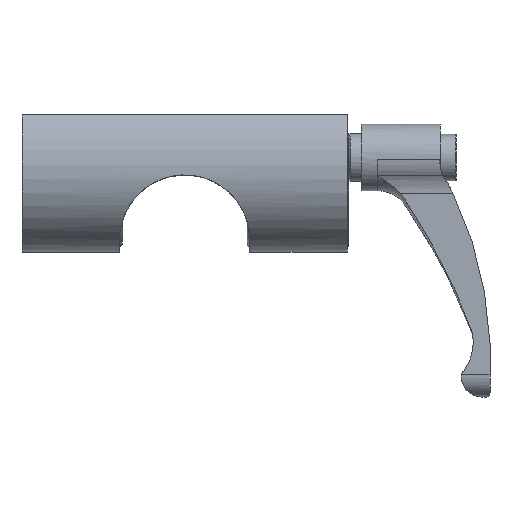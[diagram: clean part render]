
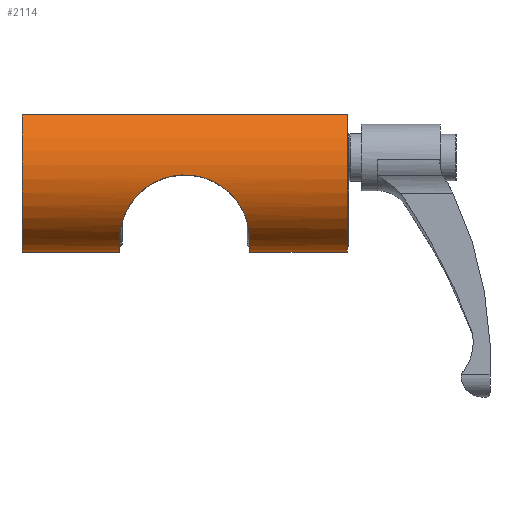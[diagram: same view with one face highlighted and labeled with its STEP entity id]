
A CAD part, top view. The second image highlights one B-rep face of the part: STEP entity #2114.
In plain terms, the highlighted cylindrical face has radius 32.5 mm (diameter 65 mm), a partial arc.
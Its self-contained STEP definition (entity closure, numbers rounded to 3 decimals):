
#1=CARTESIAN_POINT('',(-65.,2.254,0.));
#2=DIRECTION('',(1.,0.,0.));
#3=DIRECTION('',(0.,0.692,0.722));
#4=AXIS2_PLACEMENT_3D('',#1,#2,#3);
#20=DIRECTION('',(1.,0.,0.));
#21=VECTOR('',#20,130.);
#22=CARTESIAN_POINT('',(-65.,24.754,23.452));
#23=LINE('',#22,#21);
#24=CARTESIAN_POINT('',(-26.,-25.246,17.321));
#25=CARTESIAN_POINT('',(-26.,-24.644,18.276));
#26=CARTESIAN_POINT('',(-25.958,-23.373,20.074));
#27=CARTESIAN_POINT('',(-25.731,-21.323,22.438));
#28=CARTESIAN_POINT('',(-25.319,-19.198,24.469));
#29=CARTESIAN_POINT('',(-24.708,-17.047,26.193));
#30=CARTESIAN_POINT('',(-23.889,-14.896,27.645));
#31=CARTESIAN_POINT('',(-22.854,-12.771,28.851));
#32=CARTESIAN_POINT('',(-21.59,-10.688,29.84));
#33=CARTESIAN_POINT('',(-20.083,-8.667,30.634));
#34=CARTESIAN_POINT('',(-18.32,-6.732,31.253));
#35=CARTESIAN_POINT('',(-16.296,-4.924,31.714));
#36=CARTESIAN_POINT('',(-14.015,-3.285,32.037));
#37=CARTESIAN_POINT('',(-11.5,-1.866,32.246));
#38=CARTESIAN_POINT('',(-8.789,-0.717,32.369));
#39=CARTESIAN_POINT('',(-5.936,0.126,32.433));
#40=CARTESIAN_POINT('',(-2.99,0.639,32.46));
#41=CARTESIAN_POINT('',(0.,0.812,32.468));
#42=CARTESIAN_POINT('',(2.991,0.639,32.46));
#43=CARTESIAN_POINT('',(5.936,0.126,32.433));
#44=CARTESIAN_POINT('',(8.79,-0.717,32.369));
#45=CARTESIAN_POINT('',(11.5,-1.867,32.246));
#46=CARTESIAN_POINT('',(14.016,-3.285,32.037));
#47=CARTESIAN_POINT('',(16.296,-4.924,31.714));
#48=CARTESIAN_POINT('',(18.32,-6.733,31.253));
#49=CARTESIAN_POINT('',(20.083,-8.667,30.634));
#50=CARTESIAN_POINT('',(21.59,-10.689,29.84));
#51=CARTESIAN_POINT('',(22.854,-12.771,28.851));
#52=CARTESIAN_POINT('',(23.889,-14.897,27.644));
#53=CARTESIAN_POINT('',(24.708,-17.047,26.193));
#54=CARTESIAN_POINT('',(25.319,-19.198,24.469));
#55=CARTESIAN_POINT('',(25.731,-21.323,22.438));
#56=CARTESIAN_POINT('',(25.958,-23.373,20.074));
#57=CARTESIAN_POINT('',(26.,-24.644,18.276));
#58=CARTESIAN_POINT('',(26.,-25.246,17.321));
#60=CARTESIAN_POINT('',(-26.,2.254,0.));
#61=DIRECTION('',(1.,0.,0.));
#62=DIRECTION('',(0.,-0.846,0.533));
#63=AXIS2_PLACEMENT_3D('',#60,#61,#62);
#65=CARTESIAN_POINT('',(26.,-25.246,-17.321));
#66=CARTESIAN_POINT('',(26.,-24.644,-18.276));
#67=CARTESIAN_POINT('',(25.958,-23.373,-20.074));
#68=CARTESIAN_POINT('',(25.731,-21.323,-22.438));
#69=CARTESIAN_POINT('',(25.319,-19.198,-24.469));
#70=CARTESIAN_POINT('',(24.708,-17.047,-26.193));
#71=CARTESIAN_POINT('',(23.889,-14.897,-27.644));
#72=CARTESIAN_POINT('',(22.854,-12.772,-28.851));
#73=CARTESIAN_POINT('',(21.59,-10.689,-29.84));
#74=CARTESIAN_POINT('',(20.083,-8.667,-30.634));
#75=CARTESIAN_POINT('',(18.32,-6.733,-31.253));
#76=CARTESIAN_POINT('',(16.296,-4.924,-31.714));
#77=CARTESIAN_POINT('',(14.016,-3.285,-32.037));
#78=CARTESIAN_POINT('',(11.5,-1.867,-32.246));
#79=CARTESIAN_POINT('',(8.79,-0.717,-32.369));
#80=CARTESIAN_POINT('',(5.936,0.126,-32.433));
#81=CARTESIAN_POINT('',(2.991,0.639,-32.46));
#82=CARTESIAN_POINT('',(0.,0.812,-32.468));
#83=CARTESIAN_POINT('',(-2.99,0.639,-32.46));
#84=CARTESIAN_POINT('',(-5.936,0.126,-32.433));
#85=CARTESIAN_POINT('',(-8.789,-0.717,
-32.369));
#86=CARTESIAN_POINT('',(-11.5,-1.866,-32.246));
#87=CARTESIAN_POINT('',(-14.015,-3.285,-32.037));
#88=CARTESIAN_POINT('',(-16.296,-4.924,-31.714));
#89=CARTESIAN_POINT('',(-18.32,-6.732,-31.253));
#90=CARTESIAN_POINT('',(-20.083,-8.667,-30.634));
#91=CARTESIAN_POINT('',(-21.59,-10.688,-29.84));
#92=CARTESIAN_POINT('',(-22.854,-12.771,-28.851));
#93=CARTESIAN_POINT('',(-23.889,-14.896,-27.645));
#94=CARTESIAN_POINT('',(-24.708,-17.047,-26.193));
#95=CARTESIAN_POINT('',(-25.319,-19.198,-24.469));
#96=CARTESIAN_POINT('',(-25.731,-21.323,-22.438));
#97=CARTESIAN_POINT('',(-25.958,-23.373,-20.074));
#98=CARTESIAN_POINT('',(-26.,-24.644,-18.276));
#99=CARTESIAN_POINT('',(-26.,-25.246,-17.321));
#101=CARTESIAN_POINT('',(26.,2.254,0.));
#102=DIRECTION('',(1.,0.,0.));
#103=DIRECTION('',(0.,-0.846,0.533));
#104=AXIS2_PLACEMENT_3D('',#101,#102,#103);
#106=DIRECTION('',(1.,0.,0.));
#107=VECTOR('',#106,130.);
#108=CARTESIAN_POINT('',(-65.,24.754,-23.452));
#109=LINE('',#108,#107);
#150=CARTESIAN_POINT('',(65.,2.254,0.));
#151=DIRECTION('',(1.,0.,0.));
#152=DIRECTION('',(0.,0.692,0.722));
#153=AXIS2_PLACEMENT_3D('',#150,#151,#152);
#1728=CARTESIAN_POINT('',(-65.,24.754,-23.452));
#1729=CARTESIAN_POINT('',(-65.,24.754,23.452));
#1730=VERTEX_POINT('',#1728);
#1731=VERTEX_POINT('',#1729);
#1732=CARTESIAN_POINT('',(65.,24.754,-23.452));
#1733=CARTESIAN_POINT('',(65.,24.754,23.452));
#1734=VERTEX_POINT('',#1732);
#1735=VERTEX_POINT('',#1733);
#1812=VERTEX_POINT('',#24);
#1813=VERTEX_POINT('',#58);
#1814=CARTESIAN_POINT('',(-26.,-25.246,-17.321));
#1815=VERTEX_POINT('',#1814);
#1816=CARTESIAN_POINT('',(26.,-25.246,-17.321));
#1817=VERTEX_POINT('',#1816);
#2090=CARTESIAN_POINT('',(-65.,2.254,0.));
#2091=DIRECTION('',(1.,0.,0.));
#2092=DIRECTION('',(0.,-1.,0.));
#2093=AXIS2_PLACEMENT_3D('',#2090,#2091,#2092);
#2094=CYLINDRICAL_SURFACE('',#2093,32.5);
#2095=ORIENTED_EDGE('',*,*,#2077,.F.);
#2097=ORIENTED_EDGE('',*,*,#2096,.T.);
#2099=ORIENTED_EDGE('',*,*,#2098,.T.);
#2101=ORIENTED_EDGE('',*,*,#2100,.F.);
#2102=EDGE_LOOP('',(#2095,#2097,#2099,#2101));
#2103=FACE_OUTER_BOUND('',#2102,.F.);
#2105=ORIENTED_EDGE('',*,*,#2104,.F.);
#2107=ORIENTED_EDGE('',*,*,#2106,.T.);
#2109=ORIENTED_EDGE('',*,*,#2108,.F.);
#2111=ORIENTED_EDGE('',*,*,#2110,.F.);
#2112=EDGE_LOOP('',(#2105,#2107,#2109,#2111));
#2113=FACE_BOUND('',#2112,.F.);
#2114=ADVANCED_FACE('',(#2103,#2113),#2094,.T.);
#5=CIRCLE('',#4,32.5);
#59=B_SPLINE_CURVE_WITH_KNOTS('',3,(#24,#25,#26,#27,#28,#29,#30,#31,#32,#33,#34,
#35,#36,#37,#38,#39,#40,#41,#42,#43,#44,#45,#46,#47,#48,#49,#50,#51,#52,#53,#54,
#55,#56,#57,#58),.UNSPECIFIED.,.F.,.F.,(4,1,1,1,1,1,1,1,1,1,1,1,1,1,1,1,1,1,1,1,
1,1,1,1,1,1,1,1,1,1,1,1,4),(0.,0.031,0.063,0.094,0.125,0.156,
0.188,0.219,0.25,0.281,0.313,0.344,0.375,0.406,
0.438,0.469,0.5,0.531,0.563,0.594,0.625,0.656,
0.688,0.719,0.75,0.781,0.813,0.844,0.875,0.906,
0.938,0.969,1.),.UNSPECIFIED.);
#64=CIRCLE('',#63,32.5);
#100=B_SPLINE_CURVE_WITH_KNOTS('',3,(#65,#66,#67,#68,#69,#70,#71,#72,#73,#74,
#75,#76,#77,#78,#79,#80,#81,#82,#83,#84,#85,#86,#87,#88,#89,#90,#91,#92,#93,#94,
#95,#96,#97,#98,#99),.UNSPECIFIED.,.F.,.F.,(4,1,1,1,1,1,1,1,1,1,1,1,1,1,1,1,1,1,
1,1,1,1,1,1,1,1,1,1,1,1,1,1,4),(0.,0.031,0.063,0.094,0.125,
0.156,0.188,0.219,0.25,0.281,0.313,0.344,0.375,
0.406,0.438,0.469,0.5,0.531,0.563,0.594,0.625,
0.656,0.688,0.719,0.75,0.781,0.813,0.844,0.875,
0.906,0.938,0.969,1.),.UNSPECIFIED.);
#105=CIRCLE('',#104,32.5);
#154=CIRCLE('',#153,32.5);
#2077=EDGE_CURVE('',#1731,#1730,#5,.T.);
#2096=EDGE_CURVE('',#1731,#1735,#23,.T.);
#2098=EDGE_CURVE('',#1735,#1734,#154,.T.);
#2100=EDGE_CURVE('',#1730,#1734,#109,.T.);
#2104=EDGE_CURVE('',#1812,#1813,#59,.T.);
#2106=EDGE_CURVE('',#1812,#1815,#64,.T.);
#2108=EDGE_CURVE('',#1817,#1815,#100,.T.);
#2110=EDGE_CURVE('',#1813,#1817,#105,.T.);
